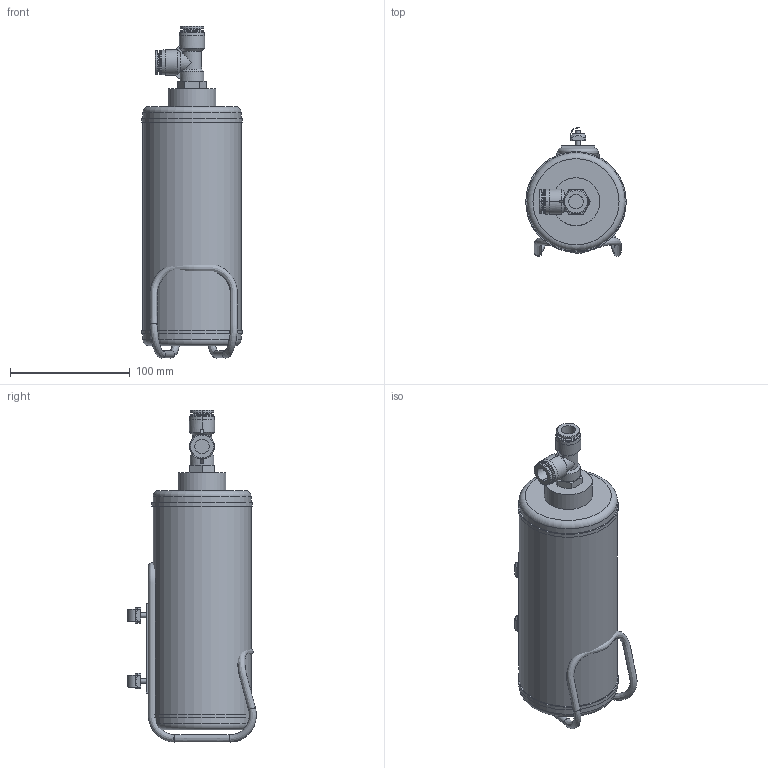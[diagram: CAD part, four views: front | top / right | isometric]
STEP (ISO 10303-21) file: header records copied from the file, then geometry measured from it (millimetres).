
FILE_DESCRIPTION(/* description */ (''),/* implementation_level */ '2;1');
FILE_NAME(/* name */ '72-015-1.stp',/* time_stamp */ '2024-11-08T11:47:58-05:00',/* author */ ('jmurphy'),/* organization */ (''),/* preprocessor_version */ 'ST-DEVELOPER v18.1',/* originating_system */ 'AutoCAD Mechanical',/* authorisation */ '');
FILE_SCHEMA (('AUTOMOTIVE_DESIGN { 1 0 10303 214 3 1 1 }','PROCESS_PLANNING_SCHEMA'));
Length unit declared in the file: millimetre
Products named in the file (1): Product
Bounding box: 84 x 107.53 x 277.66 mm (x, y, z)
Volume: 1123334.8 mm3; surface area: 92356 mm2
Topology: 8 solids, 8 shells, 285 faces, 663 edges, 409 vertices
Faces by surface type: plane 122, cylinder 68, cone 56, bspline 27, torus 10, sphere 2
Full cylindrical faces by diameter (mm): 3.3 x2, 4 x2, 5 x2, 7.6 x2, 40 x1, 82 x3, 84 x2
Entity records: 30864 total; most frequent: CARTESIAN_POINT 24513, ORIENTED_EDGE 1326, DIRECTION 1317, EDGE_CURVE 663, AXIS2_PLACEMENT_3D 522, VERTEX_POINT 409, EDGE_LOOP 314, FACE_OUTER_BOUND 285
